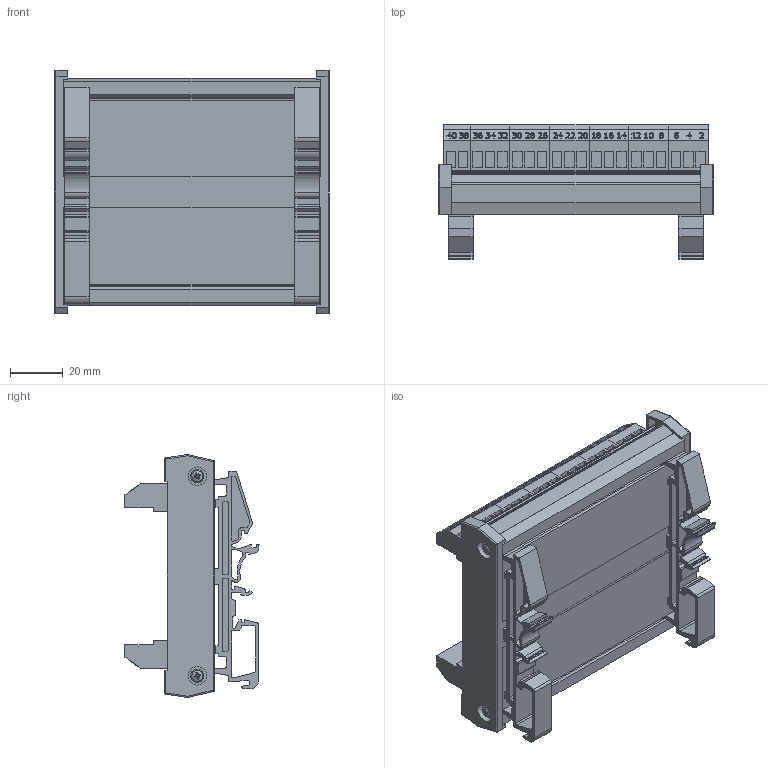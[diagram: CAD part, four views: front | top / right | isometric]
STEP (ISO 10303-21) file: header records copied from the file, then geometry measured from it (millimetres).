
FILE_DESCRIPTION((''),'2;1');
FILE_NAME('8839.2.stp','2014-01-13T12:02:50',('roland'),(''),'Autodesk Inventor 2013','Autodesk Inventor 2013','');
FILE_SCHEMA(('CONFIG_CONTROL_DESIGN'));
Length unit declared in the file: millimetre
Products named in the file (10): 8839; 20 plate; 3 hole green; 2 hole green; 20diodes; BASE SIDE; BASE LEGS; 20 lable1; 20 lable2; BS EN ISO 7045 Z - Metric M2.5 x 10 - 4.8 - Z
Assembly tree (26 placements, depth 2):
  8839
    20 plate
    3 hole green  x12
    2 hole green  x2
    20diodes
    BASE SIDE  x2
    BASE LEGS  x2
    20 lable1
    20 lable2
    BS EN ISO 7045 Z - Metric M2.5 x 10 - 4.8 - Z  x4
Bounding box: 104 x 50.69 x 91.98 mm (x, y, z)
Volume: 76170.6 mm3; surface area: 96334.4 mm2
Topology: 26 solids, 26 shells, 2781 faces, 7523 edges, 4998 vertices
Faces by surface type: plane 1506, bspline 762, cylinder 425, cone 64, torus 20, sphere 4
Full cylindrical faces by diameter (mm): 1 x120, 1.3 x40, 2.256 x4, 2.5 x4, 3.2 x4, 3.75 x40, 7 x4, 9 x4
Entity records: 69817 total; most frequent: CARTESIAN_POINT 21621, ORIENTED_EDGE 11022, DIRECTION 7199, EDGE_CURVE 5511, VERTEX_POINT 3786, VECTOR 3311, LINE 3311, EDGE_LOOP 2665
